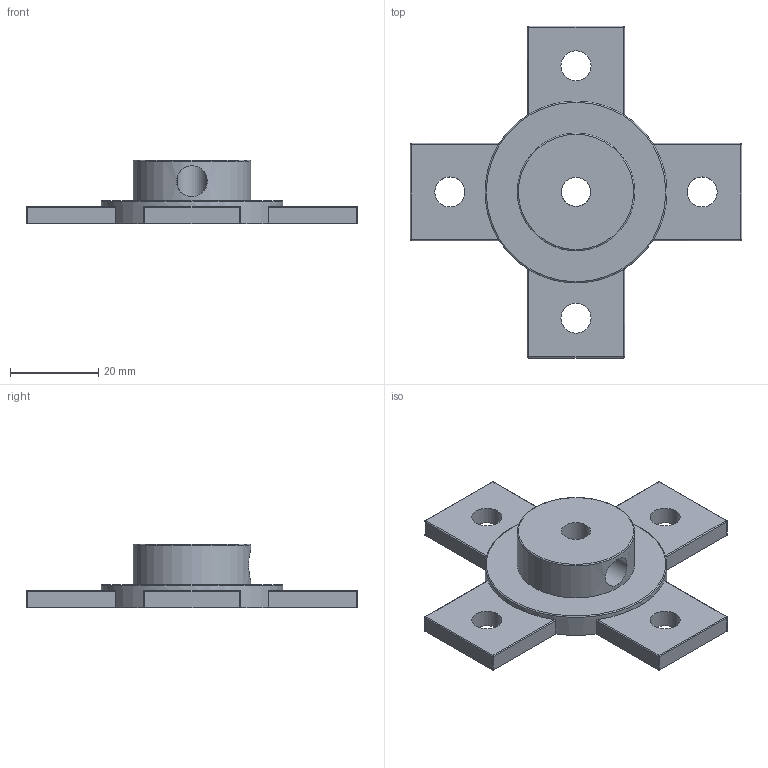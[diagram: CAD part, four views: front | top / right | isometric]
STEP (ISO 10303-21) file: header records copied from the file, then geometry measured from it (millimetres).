
FILE_DESCRIPTION(/* description */ ('','CAx-IF Rec.Pracs.---Representation and Presentation of Product Manufacturing Information (PMI)---4.0---2014-10-13'),/* implementation_level */ '2;1');
FILE_NAME(/* name */ 'PigtailProbePanelMount.step',/* time_stamp */ '2025-05-05T16:02:30-06:00',/* author */ (''),/* organization */ (''),/* preprocessor_version */ 'ST-DEVELOPER v20',/* originating_system */ 'Autodesk Translation Framework v13.20.0.188',/* authorisation */ '');
FILE_SCHEMA (('AP242_MANAGED_MODEL_BASED_3D_ENGINEERING_MIM_LF { 1 0 10303 442 1 1 4 }'));
Length unit declared in the file: inch
Products named in the file (2): Probe to Panel Mount; SMAAdapterGrabber
Assembly tree (1 placements, depth 2):
  Probe to Panel Mount
    SMAAdapterGrabber
Bounding box: 75.2 x 75.2 x 14.41 mm (x, y, z)
Volume: 15663.3 mm3; surface area: 8465.7 mm2
Topology: 1 solids, 1 shells, 62 faces, 151 edges, 93 vertices
Faces by surface type: cylinder 29, plane 22, sphere 8, torus 3
Full cylindrical faces by diameter (mm): 6.604 x1, 6.8 x4, 7 x1, 22.922 x1, 26.619 x1, 41.183 x1
Entity records: 2033 total; most frequent: CARTESIAN_POINT 471, DIRECTION 335, ORIENTED_EDGE 302, EDGE_CURVE 151, AXIS2_PLACEMENT_3D 132, VERTEX_POINT 93, EDGE_LOOP 76, LINE 71
